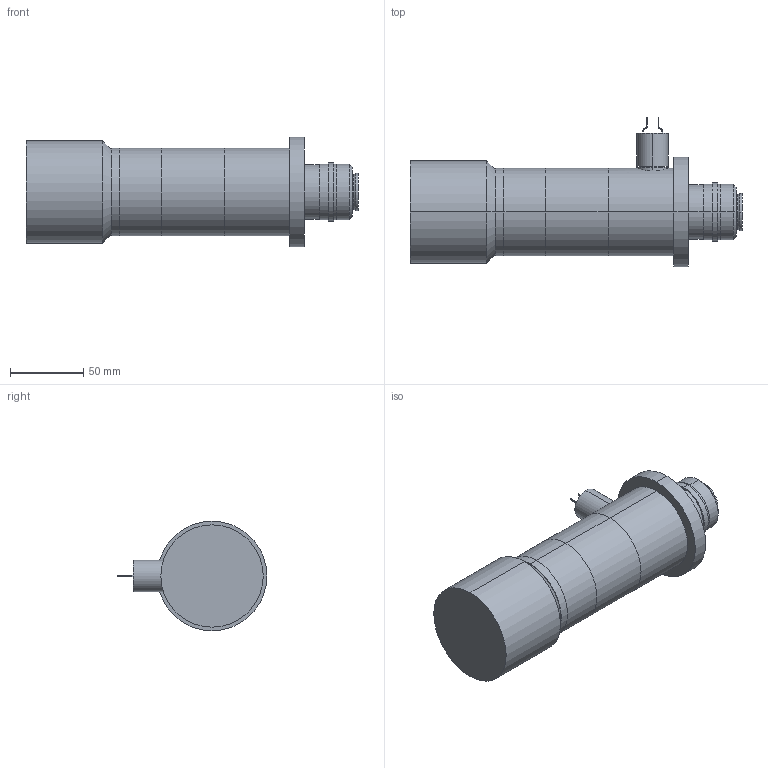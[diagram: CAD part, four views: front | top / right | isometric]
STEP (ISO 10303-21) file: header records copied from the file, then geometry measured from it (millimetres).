
FILE_DESCRIPTION (( 'STEP AP203' ), '1' );
FILE_NAME ('S5LPL1201_LED_01.STEP', '2016-02-24T07:44:08', ( 'poweredge' ), ( 'Hewlett-Packard Company' ), 'SwSTEP 2.0', 'SolidWorks 2015', '' );
FILE_SCHEMA (( 'CONFIG_CONTROL_DESIGN' ));
Length unit declared in the file: millimetre
Products named in the file (1): S5LPL1201_LED_01
Bounding box: 227.1 x 102.42 x 75 mm (x, y, z)
Volume: 657763.4 mm3; surface area: 55728 mm2
Topology: 1 solids, 1 shells, 82 faces, 180 edges, 114 vertices
Faces by surface type: cylinder 40, plane 28, torus 8, cone 6
Entity records: 2445 total; most frequent: CARTESIAN_POINT 473, DIRECTION 440, ORIENTED_EDGE 360, EDGE_CURVE 180, AXIS2_PLACEMENT_3D 179, VERTEX_POINT 114, EDGE_LOOP 96, CIRCLE 96
